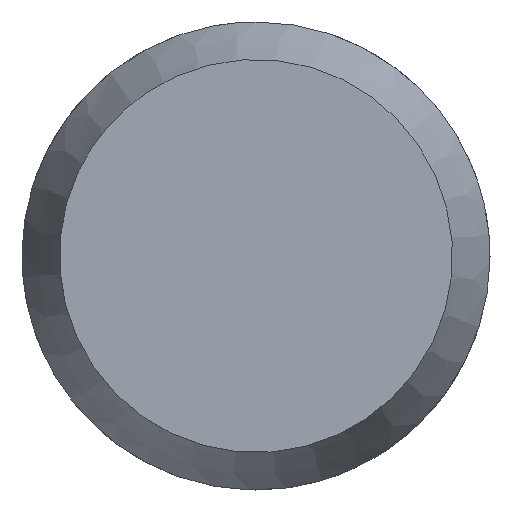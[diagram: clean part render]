
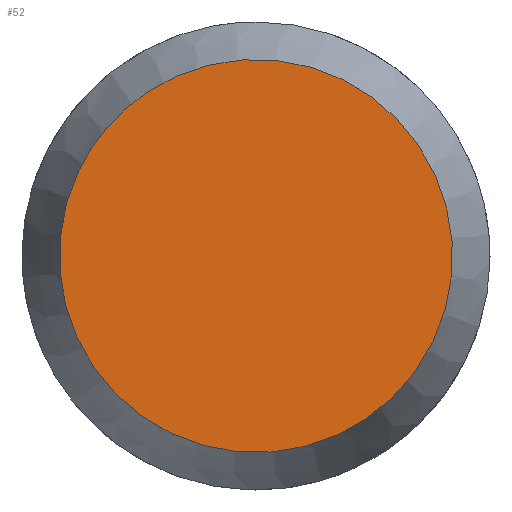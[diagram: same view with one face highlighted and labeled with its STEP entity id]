
A CAD part, left-side view. The second image highlights one B-rep face of the part: STEP entity #52.
In plain terms, the highlighted free-form (B-spline) face has degree [1, 1] with [2, 2] control points.
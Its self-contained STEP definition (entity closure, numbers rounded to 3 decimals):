
#52=ADVANCED_FACE('',(#71),#72,.T.);
#71=FACE_OUTER_BOUND('',#657,.T.);
#72=B_SPLINE_SURFACE_WITH_KNOTS('',1,1,((#658,#659),(#660,#661)),.UNSPECIFIED.,.F.,.F.,.F.,(2,2),(2,2),(0.0,1.0),(0.0,1.0),.UNSPECIFIED.);
#657=EDGE_LOOP('',(#698,#699));
#658=CARTESIAN_POINT('',(-80.0,-15.61,-1.182));
#659=CARTESIAN_POINT('',(-80.0,20.792,-1.182));
#660=CARTESIAN_POINT('',(-80.0,-15.61,35.22));
#661=CARTESIAN_POINT('',(-80.0,20.792,35.22));
#698=ORIENTED_EDGE('',*,*,#711,.T.);
#699=ORIENTED_EDGE('',*,*,#713,.T.);
#711=EDGE_CURVE('',#728,#726,#729,.T.);
#713=EDGE_CURVE('',#726,#728,#731,.T.);
#726=VERTEX_POINT('',#893);
#728=VERTEX_POINT('',#896);
#729=CIRCLE('',#897,17.833);
#731=CIRCLE('',#900,17.985);
#893=CARTESIAN_POINT('',(-80.0,18.838,24.733));
#896=CARTESIAN_POINT('',(-80.0,12.621,31.947));
#897=AXIS2_PLACEMENT_3D('',#911,#912,#913);
#900=AXIS2_PLACEMENT_3D('',#915,#916,#917);
#911=CARTESIAN_POINT('',(-80.0,2.71,17.122));
#912=DIRECTION('',(-1.0,0.,0.0));
#913=DIRECTION('',(0.0,0.0,1.0));
#915=CARTESIAN_POINT('',(-80.0,2.591,17.019));
#916=DIRECTION('',(-1.0,0.,0.0));
#917=DIRECTION('',(0.0,0.0,1.0));
